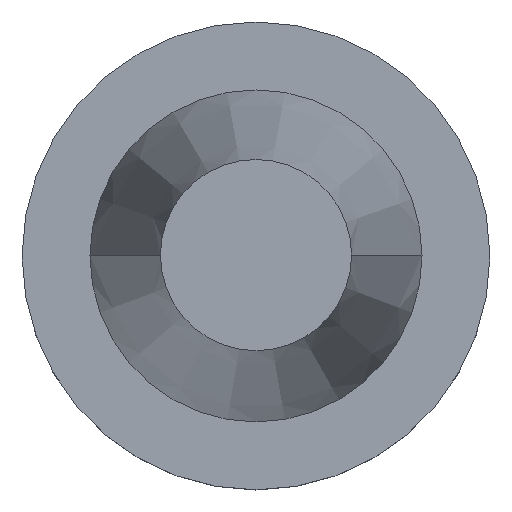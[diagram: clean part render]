
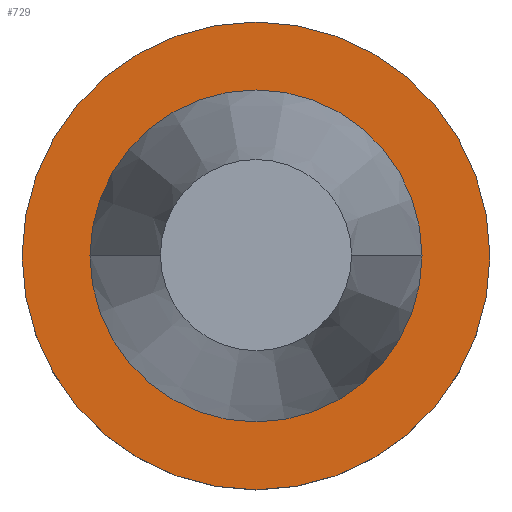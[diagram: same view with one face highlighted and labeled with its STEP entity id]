
A CAD part, top view. The second image highlights one B-rep face of the part: STEP entity #729.
In plain terms, the highlighted planar face has unit normal (0, 0, 1).
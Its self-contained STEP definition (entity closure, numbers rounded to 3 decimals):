
#41 = ORIENTED_EDGE ( 'NONE', *, *, #565, .F. ) ;
#55 = PLANE ( 'NONE',  #192 ) ;
#63 = CARTESIAN_POINT ( 'NONE',  ( -34.925, 0., -1.5 ) ) ;
#80 = ORIENTED_EDGE ( 'NONE', *, *, #301, .T. ) ;
#91 = EDGE_LOOP ( 'NONE', ( #232, #80 ) ) ;
#122 = CARTESIAN_POINT ( 'NONE',  ( 0., 0., -1.5 ) ) ;
#157 = AXIS2_PLACEMENT_3D ( 'NONE', #424, #831, #359 ) ;
#181 = DIRECTION ( 'NONE',  ( 0., 0., 1. ) ) ;
#192 = AXIS2_PLACEMENT_3D ( 'NONE', #585, #835, #263 ) ;
#194 = DIRECTION ( 'NONE',  ( 1., 0., 0. ) ) ;
#205 = CIRCLE ( 'NONE', #677, 49.215 ) ;
#232 = ORIENTED_EDGE ( 'NONE', *, *, #758, .T. ) ;
#263 = DIRECTION ( 'NONE',  ( -1., 0., 0. ) ) ;
#301 = EDGE_CURVE ( 'NONE', #316, #463, #344, .T. ) ;
#306 = CARTESIAN_POINT ( 'NONE',  ( 49.215, 0., -1.5 ) ) ;
#316 = VERTEX_POINT ( 'NONE', #658 ) ;
#344 = CIRCLE ( 'NONE', #818, 49.215 ) ;
#359 = DIRECTION ( 'NONE',  ( 1., 0., 0. ) ) ;
#380 = ORIENTED_EDGE ( 'NONE', *, *, #552, .F. ) ;
#385 = DIRECTION ( 'NONE',  ( 0., 0., 1. ) ) ;
#424 = CARTESIAN_POINT ( 'NONE',  ( 0., 0., -1.5 ) ) ;
#441 = FACE_BOUND ( 'NONE', #611, .T. ) ;
#463 = VERTEX_POINT ( 'NONE', #306 ) ;
#468 = CARTESIAN_POINT ( 'NONE',  ( 34.925, 0., -1.5 ) ) ;
#480 = AXIS2_PLACEMENT_3D ( 'NONE', #616, #181, #499 ) ;
#499 = DIRECTION ( 'NONE',  ( 1., 0., 0. ) ) ;
#524 = CIRCLE ( 'NONE', #157, 34.925 ) ;
#552 = EDGE_CURVE ( 'NONE', #654, #791, #637, .T. ) ;
#565 = EDGE_CURVE ( 'NONE', #791, #654, #524, .T. ) ;
#575 = FACE_OUTER_BOUND ( 'NONE', #91, .T. ) ;
#585 = CARTESIAN_POINT ( 'NONE',  ( 0., 49.215, -1.5 ) ) ;
#611 = EDGE_LOOP ( 'NONE', ( #41, #380 ) ) ;
#616 = CARTESIAN_POINT ( 'NONE',  ( 0., 0., -1.5 ) ) ;
#637 = CIRCLE ( 'NONE', #480, 34.925 ) ;
#654 = VERTEX_POINT ( 'NONE', #63 ) ;
#658 = CARTESIAN_POINT ( 'NONE',  ( -49.215, 0., -1.5 ) ) ;
#677 = AXIS2_PLACEMENT_3D ( 'NONE', #783, #776, #194 ) ;
#729 = ADVANCED_FACE ( 'NONE', ( #441, #575 ), #55, .F. ) ;
#758 = EDGE_CURVE ( 'NONE', #463, #316, #205, .T. ) ;
#776 = DIRECTION ( 'NONE',  ( 0., 0., 1. ) ) ;
#783 = CARTESIAN_POINT ( 'NONE',  ( 0., 0., -1.5 ) ) ;
#786 = DIRECTION ( 'NONE',  ( 1., 0., 0. ) ) ;
#791 = VERTEX_POINT ( 'NONE', #468 ) ;
#818 = AXIS2_PLACEMENT_3D ( 'NONE', #122, #385, #786 ) ;
#831 = DIRECTION ( 'NONE',  ( 0., 0., 1. ) ) ;
#835 = DIRECTION ( 'NONE',  ( 0., 0., -1. ) ) ;
